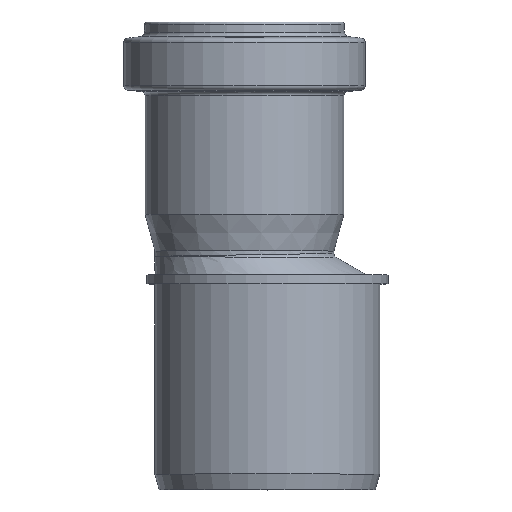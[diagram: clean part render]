
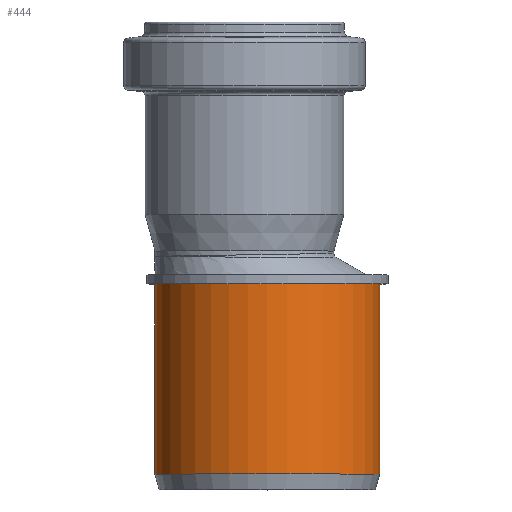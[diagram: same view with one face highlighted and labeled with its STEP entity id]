
A CAD part, top view. The second image highlights one B-rep face of the part: STEP entity #444.
In plain terms, the highlighted cylindrical face has radius 25.1 mm (diameter 50.2 mm), a full revolution.
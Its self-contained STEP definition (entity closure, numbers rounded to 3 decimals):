
#43=CYLINDRICAL_SURFACE('',#514,25.1);
#77=FACE_BOUND('',#225,.T.);
#81=CIRCLE('',#452,25.1);
#84=CIRCLE('',#458,25.1);
#154=FACE_OUTER_BOUND('',#224,.T.);
#224=EDGE_LOOP('',(#401));
#225=EDGE_LOOP('',(#402));
#242=VERTEX_POINT('',#917);
#245=VERTEX_POINT('',#926);
#282=EDGE_CURVE('',#242,#242,#81,.T.);
#285=EDGE_CURVE('',#245,#245,#84,.T.);
#401=ORIENTED_EDGE('',*,*,#282,.T.);
#402=ORIENTED_EDGE('',*,*,#285,.T.);
#444=ADVANCED_FACE('',(#154,#77),#43,.T.);
#452=AXIS2_PLACEMENT_3D('',#918,#526,#527);
#458=AXIS2_PLACEMENT_3D('',#927,#538,#539);
#514=AXIS2_PLACEMENT_3D('',#1266,#650,#651);
#526=DIRECTION('center_axis',(0.,-1.,0.));
#527=DIRECTION('ref_axis',(1.,0.,0.));
#538=DIRECTION('center_axis',(0.,1.,0.));
#539=DIRECTION('ref_axis',(1.,0.,0.));
#650=DIRECTION('center_axis',(0.,-1.,0.));
#651=DIRECTION('ref_axis',(1.,0.,0.));
#917=CARTESIAN_POINT('',(30.2,-6.843,0.));
#918=CARTESIAN_POINT('Origin',(5.1,-6.843,0.));
#926=CARTESIAN_POINT('',(30.2,-49.343,0.));
#927=CARTESIAN_POINT('Origin',(5.1,-49.343,0.));
#1266=CARTESIAN_POINT('Origin',(5.1,-31.12,0.));
